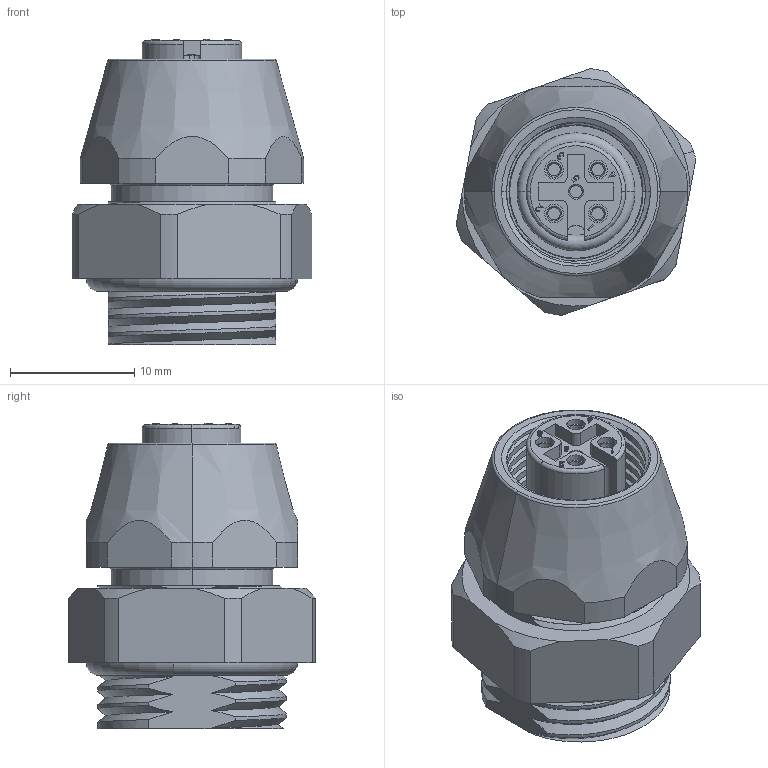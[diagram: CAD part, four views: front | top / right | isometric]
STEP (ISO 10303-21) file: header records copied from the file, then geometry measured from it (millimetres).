
FILE_DESCRIPTION (( 'STEP AP203' ), '1' );
FILE_NAME ('FEK52-.STEP', '2019-03-13T01:42:41', ( 'User' ), ( 'china' ), 'SwSTEP 2.0', 'SolidWorks 2012', '' );
FILE_SCHEMA (( 'CONFIG_CONTROL_DESIGN' ));
Length unit declared in the file: millimetre
Products named in the file (8): FEK52-; O型圈; M12-Pg9后锁紧加长法兰螺母; O型圈-9X1; O型圈-15X2; M12脣謂ㄗ楊擘蚚ㄘ; M12-A扣5芯孔座（法兰用）; M12-Pg9孔座后锁紧加长法兰
Assembly tree (11 placements, depth 2):
  FEK52-
    M12-Pg9孔座后锁紧加长法兰
    M12-A扣5芯孔座（法兰用）
    M12脣謂ㄗ楊擘蚚ㄘ  x5
    O型圈-15X2
    O型圈-9X1
    M12-Pg9后锁紧加长法兰螺母
    O型圈
Bounding box: 19.31 x 19.87 x 24.6 mm (x, y, z)
Volume: 3407.9 mm3; surface area: 5451.8 mm2
Topology: 11 solids, 11 shells, 501 faces, 1250 edges, 818 vertices
Faces by surface type: plane 202, cylinder 189, bspline 59, torus 27, cone 24
Entity records: 23112 total; most frequent: CARTESIAN_POINT 13689, ORIENTED_EDGE 1876, DIRECTION 1640, EDGE_CURVE 938, AXIS2_PLACEMENT_3D 610, VERTEX_POINT 610, VECTOR 420, LINE 420
